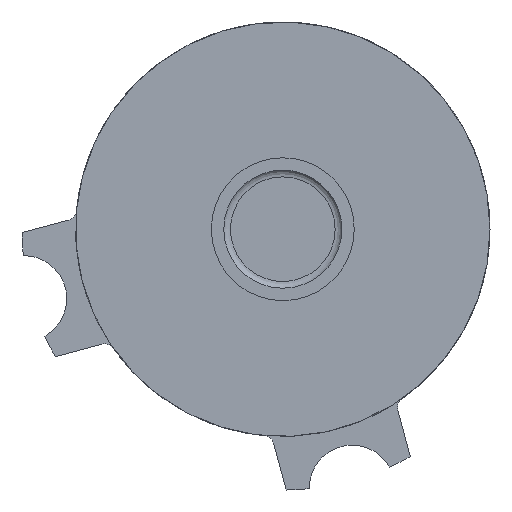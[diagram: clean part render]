
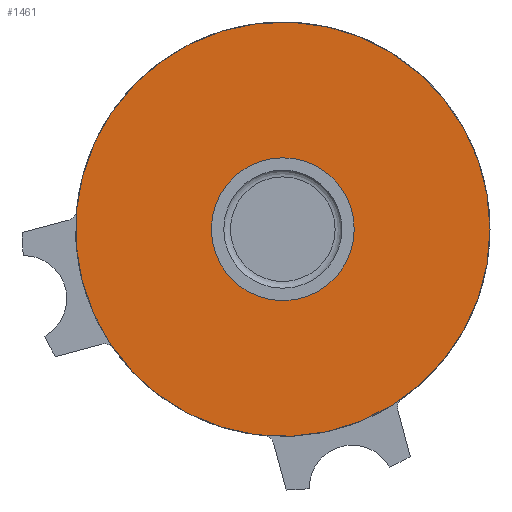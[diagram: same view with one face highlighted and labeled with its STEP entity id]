
A CAD part, left-side view. The second image highlights one B-rep face of the part: STEP entity #1461.
In plain terms, the highlighted planar face has unit normal (-1, 0, 0).
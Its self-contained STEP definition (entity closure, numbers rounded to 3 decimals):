
#52=PLANE('',#1600);
#438=ORIENTED_EDGE('',*,*,#711,.F.);
#439=ORIENTED_EDGE('',*,*,#821,.T.);
#711=EDGE_CURVE('',#923,#923,#1071,.F.);
#821=EDGE_CURVE('',#1010,#1010,#1110,.T.);
#923=VERTEX_POINT('',#2193);
#1010=VERTEX_POINT('',#3179);
#1071=CIRCLE('',#1535,29.);
#1110=CIRCLE('',#1601,10.);
#1206=EDGE_LOOP('',(#438));
#1207=EDGE_LOOP('',(#439));
#1320=FACE_BOUND('',#1206,.T.);
#1321=FACE_BOUND('',#1207,.T.);
#1461=ADVANCED_FACE('',(#1320,#1321),#52,.T.);
#1535=AXIS2_PLACEMENT_3D('',#2192,#1723,#1724);
#1600=AXIS2_PLACEMENT_3D('',#3177,#1912,#1913);
#1601=AXIS2_PLACEMENT_3D('',#3178,#1914,#1915);
#1723=DIRECTION('',(-1.,0.,0.));
#1724=DIRECTION('',(0.,-1.,0.));
#1912=DIRECTION('',(-1.,0.,0.));
#1913=DIRECTION('',(0.,-1.,0.));
#1914=DIRECTION('',(1.,0.,0.));
#1915=DIRECTION('',(0.,1.,0.));
#2192=CARTESIAN_POINT('',(0.,0.,0.));
#2193=CARTESIAN_POINT('',(0.,-29.,0.));
#3177=CARTESIAN_POINT('',(0.,10.,0.));
#3178=CARTESIAN_POINT('',(0.,0.,0.));
#3179=CARTESIAN_POINT('',(0.,10.,0.));
